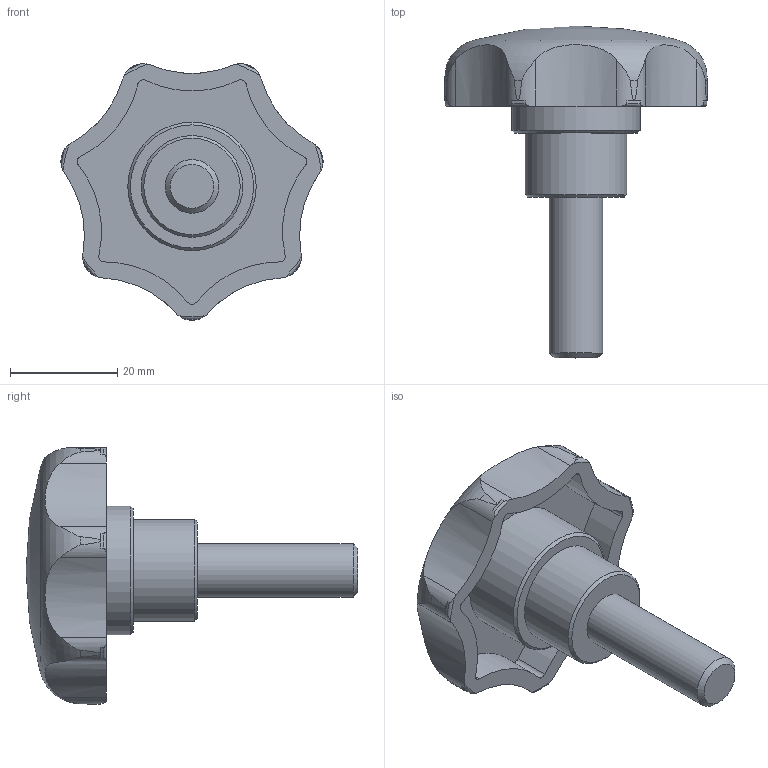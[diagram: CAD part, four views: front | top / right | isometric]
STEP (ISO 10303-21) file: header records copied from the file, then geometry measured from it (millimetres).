
FILE_DESCRIPTION( ( 'STEP AP214' ), '1' );
FILE_NAME( 'K0153.510X30__L_Edelstahl_.stp', '2020-11-25T15:51:59', ( '' ), ( '' ), ' ', 'PARTsolutions', ' ' );
FILE_SCHEMA( ( 'AUTOMOTIVE_DESIGN { 1 0 10303 214 1 1 1 1 }' ) );
Length unit declared in the file: millimetre
Products named in the file (1): _K0153.510X30_(L_Edelstahl)
Bounding box: 48.95 x 62 x 47.92 mm (x, y, z)
Volume: 24009.4 mm3; surface area: 8379 mm2
Topology: 1 solids, 1 shells, 76 faces, 204 edges, 133 vertices
Faces by surface type: cylinder 45, plane 12, cone 10, torus 8, sphere 1
Full cylindrical faces by diameter (mm): 10 x1, 19 x1, 24 x1
Entity records: 3510 total; most frequent: CARTESIAN_POINT 1038, DIRECTION 398, ORIENTED_EDGE 384, EDGE_CURVE 192, AXIS2_PLACEMENT_3D 178, VERTEX_POINT 130, CIRCLE 101, EDGE_LOOP 87
